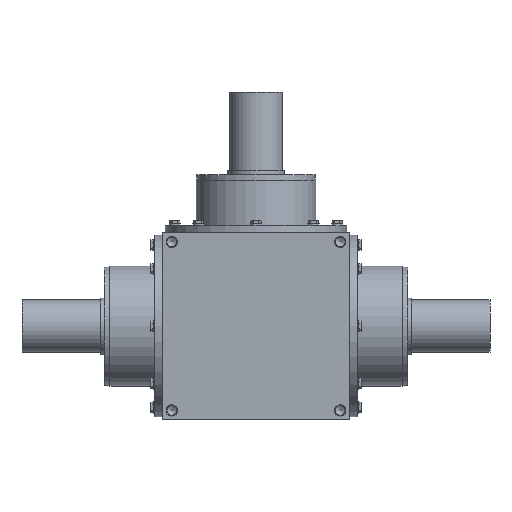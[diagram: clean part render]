
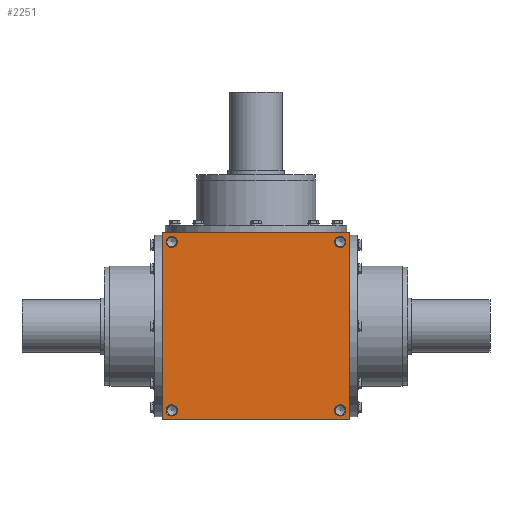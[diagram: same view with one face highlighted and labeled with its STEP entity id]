
A CAD part, front view. The second image highlights one B-rep face of the part: STEP entity #2251.
In plain terms, the highlighted planar face has unit normal (0, -1, 0).
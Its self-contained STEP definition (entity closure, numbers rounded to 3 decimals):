
#334=LINE('',#4074,#366);
#337=LINE('',#4088,#369);
#338=LINE('',#4090,#370);
#339=LINE('',#4092,#371);
#366=VECTOR('',#3275,1000.);
#369=VECTOR('',#3288,1000.);
#370=VECTOR('',#3289,1000.);
#371=VECTOR('',#3290,1000.);
#728=ORIENTED_EDGE('',*,*,#1155,.T.);
#729=ORIENTED_EDGE('',*,*,#1156,.T.);
#730=ORIENTED_EDGE('',*,*,#1157,.F.);
#731=ORIENTED_EDGE('',*,*,#1158,.F.);
#732=ORIENTED_EDGE('',*,*,#1159,.T.);
#733=ORIENTED_EDGE('',*,*,#1160,.F.);
#734=ORIENTED_EDGE('',*,*,#1161,.F.);
#735=ORIENTED_EDGE('',*,*,#1152,.T.);
#1152=EDGE_CURVE('',#1361,#1360,#334,.T.);
#1155=EDGE_CURVE('',#1363,#1363,#1504,.T.);
#1156=EDGE_CURVE('',#1364,#1364,#1505,.T.);
#1157=EDGE_CURVE('',#1365,#1365,#1506,.T.);
#1158=EDGE_CURVE('',#1366,#1366,#1507,.T.);
#1159=EDGE_CURVE('',#1360,#1367,#337,.T.);
#1160=EDGE_CURVE('',#1368,#1367,#338,.T.);
#1161=EDGE_CURVE('',#1361,#1368,#339,.T.);
#1360=VERTEX_POINT('',#4073);
#1361=VERTEX_POINT('',#4075);
#1363=VERTEX_POINT('',#4081);
#1364=VERTEX_POINT('',#4083);
#1365=VERTEX_POINT('',#4085);
#1366=VERTEX_POINT('',#4087);
#1367=VERTEX_POINT('',#4089);
#1368=VERTEX_POINT('',#4091);
#1504=CIRCLE('',#2622,15.);
#1505=CIRCLE('',#2623,15.);
#1506=CIRCLE('',#2624,15.);
#1507=CIRCLE('',#2625,15.);
#1671=EDGE_LOOP('',(#728));
#1672=EDGE_LOOP('',(#729));
#1673=EDGE_LOOP('',(#730));
#1674=EDGE_LOOP('',(#731));
#1675=EDGE_LOOP('',(#732,#733,#734,#735));
#1956=FACE_BOUND('',#1671,.T.);
#1957=FACE_BOUND('',#1672,.T.);
#1958=FACE_BOUND('',#1673,.T.);
#1959=FACE_BOUND('',#1674,.T.);
#1960=FACE_BOUND('',#1675,.T.);
#2172=PLANE('',#2621);
#2251=ADVANCED_FACE('',(#1956,#1957,#1958,#1959,#1960),#2172,.F.);
#2621=AXIS2_PLACEMENT_3D('',#4079,#3278,#3279);
#2622=AXIS2_PLACEMENT_3D('',#4080,#3280,#3281);
#2623=AXIS2_PLACEMENT_3D('',#4082,#3282,#3283);
#2624=AXIS2_PLACEMENT_3D('',#4084,#3284,#3285);
#2625=AXIS2_PLACEMENT_3D('',#4086,#3286,#3287);
#3275=DIRECTION('',(0.,0.,-1.));
#3278=DIRECTION('',(0.,1.,0.));
#3279=DIRECTION('',(0.,0.,1.));
#3280=DIRECTION('',(0.,1.,0.));
#3281=DIRECTION('',(0.,0.,1.));
#3282=DIRECTION('',(0.,1.,0.));
#3283=DIRECTION('',(0.,0.,1.));
#3284=DIRECTION('',(0.,-1.,0.));
#3285=DIRECTION('',(0.,0.,-1.));
#3286=DIRECTION('',(0.,-1.,0.));
#3287=DIRECTION('',(0.,0.,-1.));
#3288=DIRECTION('',(1.,0.,0.));
#3289=DIRECTION('',(0.,0.,-1.));
#3290=DIRECTION('',(1.,0.,0.));
#4073=CARTESIAN_POINT('',(-250.,-250.,-250.));
#4074=CARTESIAN_POINT('',(-250.,-250.,250.));
#4075=CARTESIAN_POINT('',(-250.,-250.,250.));
#4079=CARTESIAN_POINT('',(-250.,-250.,250.));
#4080=CARTESIAN_POINT('',(-225.,-250.,-225.));
#4081=CARTESIAN_POINT('',(-225.,-250.,-210.));
#4082=CARTESIAN_POINT('',(-225.,-250.,225.));
#4083=CARTESIAN_POINT('',(-225.,-250.,240.));
#4084=CARTESIAN_POINT('',(225.,-250.,-225.));
#4085=CARTESIAN_POINT('',(225.,-250.,-240.));
#4086=CARTESIAN_POINT('',(225.,-250.,225.));
#4087=CARTESIAN_POINT('',(225.,-250.,210.));
#4088=CARTESIAN_POINT('',(-250.,-250.,-250.));
#4089=CARTESIAN_POINT('',(250.,-250.,-250.));
#4090=CARTESIAN_POINT('',(250.,-250.,250.));
#4091=CARTESIAN_POINT('',(250.,-250.,250.));
#4092=CARTESIAN_POINT('',(-250.,-250.,250.));
